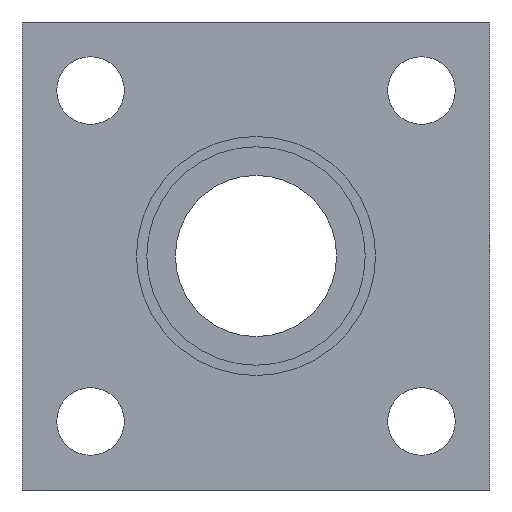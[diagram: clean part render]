
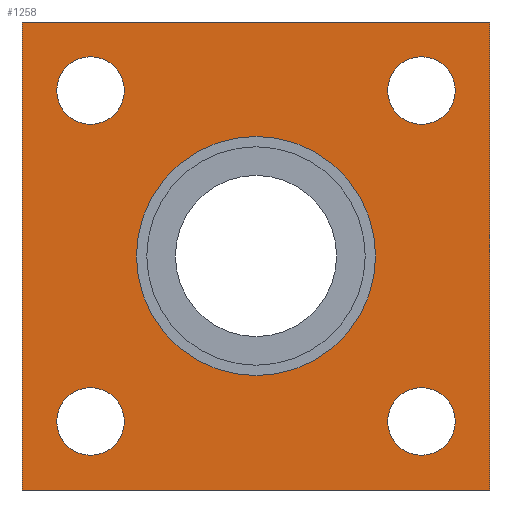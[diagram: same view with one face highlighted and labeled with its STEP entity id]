
A CAD part, front view. The second image highlights one B-rep face of the part: STEP entity #1258.
In plain terms, the highlighted planar face has unit normal (0, -1, 0).
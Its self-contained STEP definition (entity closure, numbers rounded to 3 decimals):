
#6 = ORIENTED_EDGE ( 'NONE', *, *, #1521, .T. ) ;
#12 = CIRCLE ( 'NONE', #261, 6.5 ) ;
#33 = DIRECTION ( 'NONE',  ( 0., 0., -1. ) ) ;
#37 = DIRECTION ( 'NONE',  ( 0., 0., 1. ) ) ;
#66 = DIRECTION ( 'NONE',  ( 0., -1., 0. ) ) ;
#85 = EDGE_CURVE ( 'NONE', #1459, #1352, #1483, .T. ) ;
#119 = DIRECTION ( 'NONE',  ( 0., 0., 1. ) ) ;
#133 = DIRECTION ( 'NONE',  ( 0., -1., 0. ) ) ;
#165 = DIRECTION ( 'NONE',  ( 0., -1., 0. ) ) ;
#167 = CARTESIAN_POINT ( 'NONE',  ( -56.897, -5.867, 63.938 ) ) ;
#190 = ORIENTED_EDGE ( 'NONE', *, *, #85, .F. ) ;
#220 = FACE_BOUND ( 'NONE', #1088, .T. ) ;
#228 = DIRECTION ( 'NONE',  ( 0., -1., 0. ) ) ;
#234 = DIRECTION ( 'NONE',  ( 0., -1., 0. ) ) ;
#243 = DIRECTION ( 'NONE',  ( 0., 0., -1. ) ) ;
#260 = DIRECTION ( 'NONE',  ( 0., -1., 0. ) ) ;
#261 = AXIS2_PLACEMENT_3D ( 'NONE', #1392, #234, #243 ) ;
#274 = ORIENTED_EDGE ( 'NONE', *, *, #1359, .F. ) ;
#292 = LINE ( 'NONE', #1586, #1018 ) ;
#299 = CARTESIAN_POINT ( 'NONE',  ( -133.717, -5.867, 77.118 ) ) ;
#328 = DIRECTION ( 'NONE',  ( 0., 0., 1. ) ) ;
#333 = FACE_OUTER_BOUND ( 'NONE', #1278, .T. ) ;
#335 = DIRECTION ( 'NONE',  ( 0., 0., -1. ) ) ;
#336 = CARTESIAN_POINT ( 'NONE',  ( -133.717, -5.867, -12.882 ) ) ;
#341 = CIRCLE ( 'NONE', #1334, 6.5 ) ;
#343 = CARTESIAN_POINT ( 'NONE',  ( -56.897, -5.867, 6.798 ) ) ;
#385 = ORIENTED_EDGE ( 'NONE', *, *, #496, .F. ) ;
#420 = CIRCLE ( 'NONE', #577, 6.5 ) ;
#424 = CIRCLE ( 'NONE', #635, 6.5 ) ;
#432 = ORIENTED_EDGE ( 'NONE', *, *, #952, .T. ) ;
#436 = CARTESIAN_POINT ( 'NONE',  ( -120.537, -5.867, 6.798 ) ) ;
#459 = VERTEX_POINT ( 'NONE', #622 ) ;
#470 = PLANE ( 'NONE',  #600 ) ;
#487 = DIRECTION ( 'NONE',  ( 0., 1., 0. ) ) ;
#496 = EDGE_CURVE ( 'NONE', #1352, #1459, #829, .T. ) ;
#511 = CARTESIAN_POINT ( 'NONE',  ( -56.897, -5.867, 0.298 ) ) ;
#513 = VERTEX_POINT ( 'NONE', #668 ) ;
#533 = CARTESIAN_POINT ( 'NONE',  ( -120.537, -5.867, -6.202 ) ) ;
#535 = CARTESIAN_POINT ( 'NONE',  ( -120.537, -5.867, 0.298 ) ) ;
#542 = LINE ( 'NONE', #1576, #1285 ) ;
#546 = CARTESIAN_POINT ( 'NONE',  ( -56.897, -5.867, -6.202 ) ) ;
#559 = ORIENTED_EDGE ( 'NONE', *, *, #1531, .F. ) ;
#569 = CARTESIAN_POINT ( 'NONE',  ( -43.717, -5.867, -12.882 ) ) ;
#575 = CIRCLE ( 'NONE', #1548, 6.5 ) ;
#577 = AXIS2_PLACEMENT_3D ( 'NONE', #669, #1190, #33 ) ;
#593 = EDGE_LOOP ( 'NONE', ( #432, #816 ) ) ;
#600 = AXIS2_PLACEMENT_3D ( 'NONE', #866, #133, #894 ) ;
#619 = CARTESIAN_POINT ( 'NONE',  ( -88.717, -5.867, 32.118 ) ) ;
#622 = CARTESIAN_POINT ( 'NONE',  ( -56.897, -5.867, 70.438 ) ) ;
#623 = CARTESIAN_POINT ( 'NONE',  ( -56.897, -5.867, 63.938 ) ) ;
#634 = VERTEX_POINT ( 'NONE', #533 ) ;
#635 = AXIS2_PLACEMENT_3D ( 'NONE', #1255, #66, #328 ) ;
#668 = CARTESIAN_POINT ( 'NONE',  ( -120.537, -5.867, 70.438 ) ) ;
#669 = CARTESIAN_POINT ( 'NONE',  ( -120.537, -5.867, 0.298 ) ) ;
#671 = EDGE_CURVE ( 'NONE', #459, #863, #1316, .T. ) ;
#674 = VERTEX_POINT ( 'NONE', #546 ) ;
#675 = DIRECTION ( 'NONE',  ( 0., 1., 0. ) ) ;
#679 = CARTESIAN_POINT ( 'NONE',  ( -120.537, -5.867, 57.438 ) ) ;
#729 = DIRECTION ( 'NONE',  ( 0., 0., -1. ) ) ;
#742 = VECTOR ( 'NONE', #1519, 1000. ) ;
#755 = CARTESIAN_POINT ( 'NONE',  ( -88.717, -5.867, 55.118 ) ) ;
#765 = DIRECTION ( 'NONE',  ( 0., 0., -1. ) ) ;
#766 = EDGE_CURVE ( 'NONE', #513, #1026, #424, .T. ) ;
#767 = LINE ( 'NONE', #1539, #742 ) ;
#776 = VERTEX_POINT ( 'NONE', #982 ) ;
#798 = DIRECTION ( 'NONE',  ( 1., 0., 0. ) ) ;
#806 = EDGE_CURVE ( 'NONE', #1543, #1564, #861, .T. ) ;
#809 = ORIENTED_EDGE ( 'NONE', *, *, #1479, .T. ) ;
#816 = ORIENTED_EDGE ( 'NONE', *, *, #671, .T. ) ;
#829 = CIRCLE ( 'NONE', #888, 23. ) ;
#840 = FACE_BOUND ( 'NONE', #1158, .T. ) ;
#843 = DIRECTION ( 'NONE',  ( -1., 0., 0. ) ) ;
#846 = EDGE_LOOP ( 'NONE', ( #1413, #274 ) ) ;
#861 = LINE ( 'NONE', #336, #1048 ) ;
#863 = VERTEX_POINT ( 'NONE', #1664 ) ;
#866 = CARTESIAN_POINT ( 'NONE',  ( -133.717, -5.867, -12.882 ) ) ;
#888 = AXIS2_PLACEMENT_3D ( 'NONE', #1379, #228, #729 ) ;
#891 = AXIS2_PLACEMENT_3D ( 'NONE', #619, #1486, #335 ) ;
#894 = DIRECTION ( 'NONE',  ( 0., 0., -1. ) ) ;
#932 = EDGE_CURVE ( 'NONE', #1564, #1120, #767, .T. ) ;
#952 = EDGE_CURVE ( 'NONE', #863, #459, #1153, .T. ) ;
#959 = AXIS2_PLACEMENT_3D ( 'NONE', #623, #487, #119 ) ;
#976 = EDGE_LOOP ( 'NONE', ( #809, #6 ) ) ;
#978 = CARTESIAN_POINT ( 'NONE',  ( -133.717, -5.867, -12.882 ) ) ;
#982 = CARTESIAN_POINT ( 'NONE',  ( -43.717, -5.867, 77.118 ) ) ;
#990 = FACE_BOUND ( 'NONE', #976, .T. ) ;
#995 = ORIENTED_EDGE ( 'NONE', *, *, #932, .F. ) ;
#998 = EDGE_CURVE ( 'NONE', #1026, #513, #1046, .T. ) ;
#1018 = VECTOR ( 'NONE', #798, 1000. ) ;
#1026 = VERTEX_POINT ( 'NONE', #679 ) ;
#1043 = CARTESIAN_POINT ( 'NONE',  ( -120.537, -5.867, 63.938 ) ) ;
#1046 = CIRCLE ( 'NONE', #1263, 6.5 ) ;
#1048 = VECTOR ( 'NONE', #843, 1000. ) ;
#1051 = DIRECTION ( 'NONE',  ( 0., 1., 0. ) ) ;
#1052 = EDGE_CURVE ( 'NONE', #1120, #776, #292, .T. ) ;
#1088 = EDGE_LOOP ( 'NONE', ( #1614, #1317 ) ) ;
#1120 = VERTEX_POINT ( 'NONE', #299 ) ;
#1153 = CIRCLE ( 'NONE', #959, 6.5 ) ;
#1158 = EDGE_LOOP ( 'NONE', ( #190, #385 ) ) ;
#1190 = DIRECTION ( 'NONE',  ( 0., 1., 0. ) ) ;
#1194 = VERTEX_POINT ( 'NONE', #436 ) ;
#1198 = DIRECTION ( 'NONE',  ( 0., 0., -1. ) ) ;
#1212 = VERTEX_POINT ( 'NONE', #343 ) ;
#1255 = CARTESIAN_POINT ( 'NONE',  ( -120.537, -5.867, 63.938 ) ) ;
#1258 = ADVANCED_FACE ( 'NONE', ( #220, #1628, #1593, #333, #840, #990 ), #470, .T. ) ;
#1263 = AXIS2_PLACEMENT_3D ( 'NONE', #1043, #165, #1562 ) ;
#1278 = EDGE_LOOP ( 'NONE', ( #995, #1541, #559, #1300 ) ) ;
#1285 = VECTOR ( 'NONE', #1482, 1000. ) ;
#1290 = EDGE_CURVE ( 'NONE', #674, #1212, #575, .T. ) ;
#1297 = CARTESIAN_POINT ( 'NONE',  ( -88.717, -5.867, 9.118 ) ) ;
#1300 = ORIENTED_EDGE ( 'NONE', *, *, #1052, .F. ) ;
#1316 = CIRCLE ( 'NONE', #1421, 6.5 ) ;
#1317 = ORIENTED_EDGE ( 'NONE', *, *, #766, .F. ) ;
#1334 = AXIS2_PLACEMENT_3D ( 'NONE', #535, #1051, #1198 ) ;
#1352 = VERTEX_POINT ( 'NONE', #755 ) ;
#1359 = EDGE_CURVE ( 'NONE', #1212, #674, #12, .T. ) ;
#1379 = CARTESIAN_POINT ( 'NONE',  ( -88.717, -5.867, 32.118 ) ) ;
#1392 = CARTESIAN_POINT ( 'NONE',  ( -56.897, -5.867, 0.298 ) ) ;
#1413 = ORIENTED_EDGE ( 'NONE', *, *, #1290, .F. ) ;
#1421 = AXIS2_PLACEMENT_3D ( 'NONE', #167, #675, #37 ) ;
#1459 = VERTEX_POINT ( 'NONE', #1297 ) ;
#1479 = EDGE_CURVE ( 'NONE', #634, #1194, #341, .T. ) ;
#1482 = DIRECTION ( 'NONE',  ( 0., 0., -1. ) ) ;
#1483 = CIRCLE ( 'NONE', #891, 23. ) ;
#1486 = DIRECTION ( 'NONE',  ( 0., -1., 0. ) ) ;
#1519 = DIRECTION ( 'NONE',  ( 0., 0., 1. ) ) ;
#1521 = EDGE_CURVE ( 'NONE', #1194, #634, #420, .T. ) ;
#1531 = EDGE_CURVE ( 'NONE', #776, #1543, #542, .T. ) ;
#1539 = CARTESIAN_POINT ( 'NONE',  ( -133.717, -5.867, 77.118 ) ) ;
#1541 = ORIENTED_EDGE ( 'NONE', *, *, #806, .F. ) ;
#1543 = VERTEX_POINT ( 'NONE', #569 ) ;
#1548 = AXIS2_PLACEMENT_3D ( 'NONE', #511, #260, #765 ) ;
#1562 = DIRECTION ( 'NONE',  ( 0., 0., 1. ) ) ;
#1564 = VERTEX_POINT ( 'NONE', #978 ) ;
#1576 = CARTESIAN_POINT ( 'NONE',  ( -43.717, -5.867, 77.118 ) ) ;
#1586 = CARTESIAN_POINT ( 'NONE',  ( -133.717, -5.867, 77.118 ) ) ;
#1593 = FACE_BOUND ( 'NONE', #846, .T. ) ;
#1614 = ORIENTED_EDGE ( 'NONE', *, *, #998, .F. ) ;
#1628 = FACE_BOUND ( 'NONE', #593, .T. ) ;
#1664 = CARTESIAN_POINT ( 'NONE',  ( -56.897, -5.867, 57.438 ) ) ;
